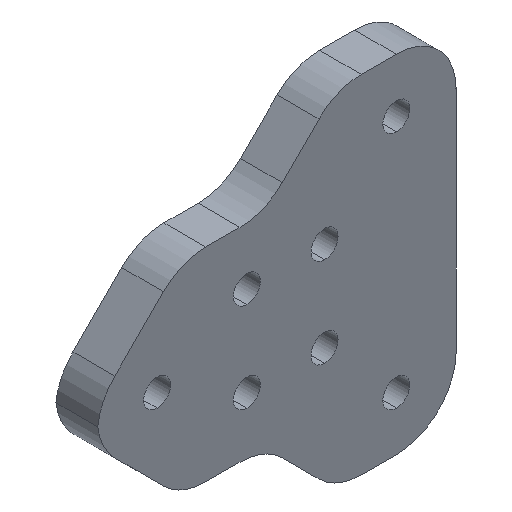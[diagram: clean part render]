
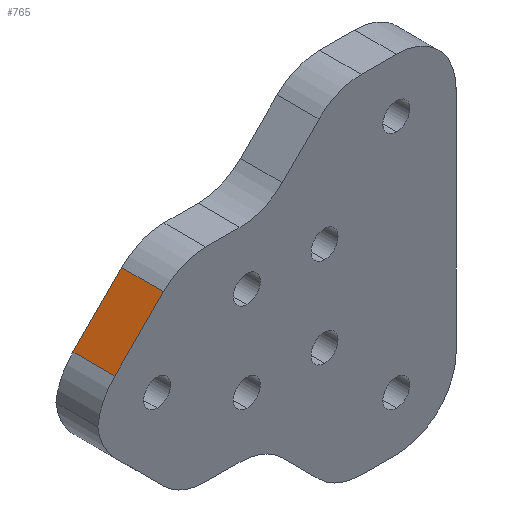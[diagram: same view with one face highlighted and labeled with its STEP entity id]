
A CAD part, isometric view. The second image highlights one B-rep face of the part: STEP entity #765.
In plain terms, the highlighted planar face has unit normal (-0.707, 0, 0.707).
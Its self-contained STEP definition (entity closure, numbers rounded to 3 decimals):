
#26 = DIRECTION ( 'NONE',  ( -0.707, 0., -0.707 ) ) ;
#28 = DIRECTION ( 'NONE',  ( 0., 1., 0. ) ) ;
#42 = ORIENTED_EDGE ( 'NONE', *, *, #578, .T. ) ;
#100 = VERTEX_POINT ( 'NONE', #528 ) ;
#108 = DIRECTION ( 'NONE',  ( 0.707, 0., 0.707 ) ) ;
#116 = VECTOR ( 'NONE', #108, 1000. ) ;
#128 = DIRECTION ( 'NONE',  ( 0.707, 0., -0.707 ) ) ;
#188 = VERTEX_POINT ( 'NONE', #364 ) ;
#196 = EDGE_LOOP ( 'NONE', ( #237, #42, #266, #289 ) ) ;
#214 = PLANE ( 'NONE',  #557 ) ;
#216 = CARTESIAN_POINT ( 'NONE',  ( 14., 0., -12. ) ) ;
#227 = LINE ( 'NONE', #426, #1032 ) ;
#237 = ORIENTED_EDGE ( 'NONE', *, *, #734, .F. ) ;
#266 = ORIENTED_EDGE ( 'NONE', *, *, #471, .T. ) ;
#289 = ORIENTED_EDGE ( 'NONE', *, *, #564, .T. ) ;
#300 = LINE ( 'NONE', #216, #116 ) ;
#302 = VERTEX_POINT ( 'NONE', #615 ) ;
#306 = LINE ( 'NONE', #682, #762 ) ;
#320 = CARTESIAN_POINT ( 'NONE',  ( 14., 7., -12. ) ) ;
#362 = VECTOR ( 'NONE', #28, 1000. ) ;
#364 = CARTESIAN_POINT ( 'NONE',  ( 11.071, 7., -14.929 ) ) ;
#426 = CARTESIAN_POINT ( 'NONE',  ( 2.929, 7., -23.071 ) ) ;
#434 = DIRECTION ( 'NONE',  ( 0., -1., 0. ) ) ;
#471 = EDGE_CURVE ( 'NONE', #302, #100, #300, .T. ) ;
#528 = CARTESIAN_POINT ( 'NONE',  ( 11.071, 0., -14.929 ) ) ;
#557 = AXIS2_PLACEMENT_3D ( 'NONE', #320, #128, #26 ) ;
#564 = EDGE_CURVE ( 'NONE', #100, #188, #1199, .T. ) ;
#578 = EDGE_CURVE ( 'NONE', #1144, #302, #227, .T. ) ;
#595 = DIRECTION ( 'NONE',  ( 0.707, 0., 0.707 ) ) ;
#605 = FACE_OUTER_BOUND ( 'NONE', #196, .T. ) ;
#615 = CARTESIAN_POINT ( 'NONE',  ( 2.929, 0., -23.071 ) ) ;
#682 = CARTESIAN_POINT ( 'NONE',  ( 14., 7., -12. ) ) ;
#734 = EDGE_CURVE ( 'NONE', #1144, #188, #306, .T. ) ;
#762 = VECTOR ( 'NONE', #595, 1000. ) ;
#765 = ADVANCED_FACE ( 'NONE', ( #605 ), #214, .F. ) ;
#818 = CARTESIAN_POINT ( 'NONE',  ( 2.929, 7., -23.071 ) ) ;
#885 = CARTESIAN_POINT ( 'NONE',  ( 11.071, 7., -14.929 ) ) ;
#1032 = VECTOR ( 'NONE', #434, 1000. ) ;
#1144 = VERTEX_POINT ( 'NONE', #818 ) ;
#1199 = LINE ( 'NONE', #885, #362 ) ;
